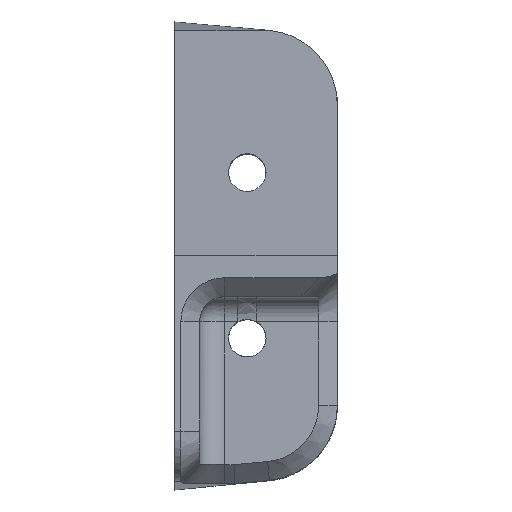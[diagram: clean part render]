
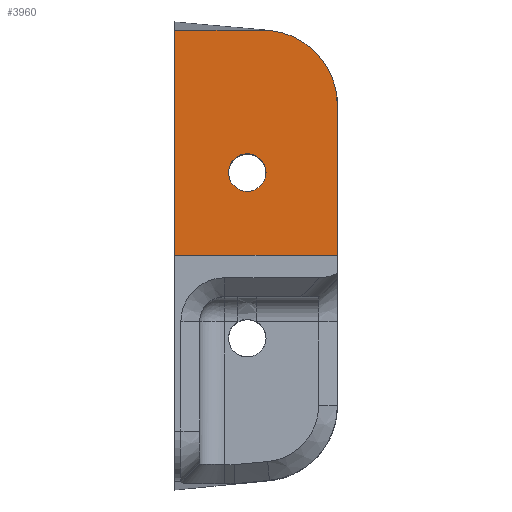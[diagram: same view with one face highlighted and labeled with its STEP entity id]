
A CAD part, top view. The second image highlights one B-rep face of the part: STEP entity #3960.
In plain terms, the highlighted planar face has unit normal (0, 0, 1).
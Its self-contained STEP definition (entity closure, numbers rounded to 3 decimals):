
#72 = PLANE('',#73);
#73 = AXIS2_PLACEMENT_3D('',#74,#75,#76);
#74 = CARTESIAN_POINT('',(13.,8.902,0.689));
#75 = DIRECTION('',(1.,0.,0.));
#76 = DIRECTION('',(0.,0.,-1.));
#1408 = VERTEX_POINT('',#1409);
#1409 = CARTESIAN_POINT('',(13.,0.,21.068));
#1430 = EDGE_CURVE('',#1408,#1431,#1433,.T.);
#1431 = VERTEX_POINT('',#1432);
#1432 = CARTESIAN_POINT('',(13.,11.984,21.068));
#1433 = SURFACE_CURVE('',#1434,(#1438,#1445),.PCURVE_S1.);
#1434 = LINE('',#1435,#1436);
#1435 = CARTESIAN_POINT('',(13.,0.,21.068));
#1436 = VECTOR('',#1437,1.);
#1437 = DIRECTION('',(0.,1.,0.));
#1438 = PCURVE('',#72,#1439);
#1439 = DEFINITIONAL_REPRESENTATION('',(#1440),#1444);
#1440 = LINE('',#1441,#1442);
#1441 = CARTESIAN_POINT('',(-20.379,-8.902));
#1442 = VECTOR('',#1443,1.);
#1443 = DIRECTION('',(0.,1.));
#1444 = ( GEOMETRIC_REPRESENTATION_CONTEXT(2) 
PARAMETRIC_REPRESENTATION_CONTEXT() REPRESENTATION_CONTEXT('2D SPACE',''
  ) );
#1445 = PCURVE('',#1446,#1451);
#1446 = PLANE('',#1447);
#1447 = AXIS2_PLACEMENT_3D('',#1448,#1449,#1450);
#1448 = CARTESIAN_POINT('',(0.,0.,
    21.068));
#1449 = DIRECTION('',(0.,0.,-1.));
#1450 = DIRECTION('',(0.,-1.,0.));
#1451 = DEFINITIONAL_REPRESENTATION('',(#1452),#1456);
#1452 = LINE('',#1453,#1454);
#1453 = CARTESIAN_POINT('',(0.,-13.));
#1454 = VECTOR('',#1455,1.);
#1455 = DIRECTION('',(-1.,0.));
#1456 = ( GEOMETRIC_REPRESENTATION_CONTEXT(2) 
PARAMETRIC_REPRESENTATION_CONTEXT() REPRESENTATION_CONTEXT('2D SPACE',''
  ) );
#1474 = CYLINDRICAL_SURFACE('',#1475,6.);
#1475 = AXIS2_PLACEMENT_3D('',#1476,#1477,#1478);
#1476 = CARTESIAN_POINT('',(7.,11.984,21.068));
#1477 = DIRECTION('',(0.,0.,1.));
#1478 = DIRECTION('',(0.,1.,0.));
#2124 = PLANE('',#2125);
#2125 = AXIS2_PLACEMENT_3D('',#2126,#2127,#2128);
#2126 = CARTESIAN_POINT('',(0.,0.,
    21.068));
#2127 = DIRECTION('',(0.,0.,-1.));
#2128 = DIRECTION('',(0.,-1.,0.));
#3960 = ADVANCED_FACE('',(#3961,#4065),#1446,.F.);
#3961 = FACE_BOUND('',#3962,.T.);
#3962 = EDGE_LOOP('',(#3963,#3993,#4014,#4015,#4039));
#3963 = ORIENTED_EDGE('',*,*,#3964,.F.);
#3964 = EDGE_CURVE('',#3965,#3967,#3969,.T.);
#3965 = VERTEX_POINT('',#3966);
#3966 = CARTESIAN_POINT('',(0.,0.,21.068));
#3967 = VERTEX_POINT('',#3968);
#3968 = CARTESIAN_POINT('',(0.,17.956,21.068));
#3969 = SURFACE_CURVE('',#3970,(#3974,#3981),.PCURVE_S1.);
#3970 = LINE('',#3971,#3972);
#3971 = CARTESIAN_POINT('',(0.,0.,
    21.068));
#3972 = VECTOR('',#3973,1.);
#3973 = DIRECTION('',(0.,1.,0.));
#3974 = PCURVE('',#1446,#3975);
#3975 = DEFINITIONAL_REPRESENTATION('',(#3976),#3980);
#3976 = LINE('',#3977,#3978);
#3977 = CARTESIAN_POINT('',(0.,0.));
#3978 = VECTOR('',#3979,1.);
#3979 = DIRECTION('',(-1.,0.));
#3980 = ( GEOMETRIC_REPRESENTATION_CONTEXT(2) 
PARAMETRIC_REPRESENTATION_CONTEXT() REPRESENTATION_CONTEXT('2D SPACE',''
  ) );
#3981 = PCURVE('',#3982,#3987);
#3982 = PLANE('',#3983);
#3983 = AXIS2_PLACEMENT_3D('',#3984,#3985,#3986);
#3984 = CARTESIAN_POINT('',(0.,8.902,
    0.689));
#3985 = DIRECTION('',(1.,0.,0.));
#3986 = DIRECTION('',(0.,0.,-1.));
#3987 = DEFINITIONAL_REPRESENTATION('',(#3988),#3992);
#3988 = LINE('',#3989,#3990);
#3989 = CARTESIAN_POINT('',(-20.379,-8.902));
#3990 = VECTOR('',#3991,1.);
#3991 = DIRECTION('',(0.,1.));
#3992 = ( GEOMETRIC_REPRESENTATION_CONTEXT(2) 
PARAMETRIC_REPRESENTATION_CONTEXT() REPRESENTATION_CONTEXT('2D SPACE',''
  ) );
#3993 = ORIENTED_EDGE('',*,*,#3994,.T.);
#3994 = EDGE_CURVE('',#3965,#1408,#3995,.T.);
#3995 = SURFACE_CURVE('',#3996,(#4000,#4007),.PCURVE_S1.);
#3996 = LINE('',#3997,#3998);
#3997 = CARTESIAN_POINT('',(0.,0.,
    21.068));
#3998 = VECTOR('',#3999,1.);
#3999 = DIRECTION('',(1.,0.,0.));
#4000 = PCURVE('',#1446,#4001);
#4001 = DEFINITIONAL_REPRESENTATION('',(#4002),#4006);
#4002 = LINE('',#4003,#4004);
#4003 = CARTESIAN_POINT('',(0.,0.));
#4004 = VECTOR('',#4005,1.);
#4005 = DIRECTION('',(0.,-1.));
#4006 = ( GEOMETRIC_REPRESENTATION_CONTEXT(2) 
PARAMETRIC_REPRESENTATION_CONTEXT() REPRESENTATION_CONTEXT('2D SPACE',''
  ) );
#4007 = PCURVE('',#2124,#4008);
#4008 = DEFINITIONAL_REPRESENTATION('',(#4009),#4013);
#4009 = LINE('',#4010,#4011);
#4010 = CARTESIAN_POINT('',(0.,-0.));
#4011 = VECTOR('',#4012,1.);
#4012 = DIRECTION('',(0.,-1.));
#4013 = ( GEOMETRIC_REPRESENTATION_CONTEXT(2) 
PARAMETRIC_REPRESENTATION_CONTEXT() REPRESENTATION_CONTEXT('2D SPACE',''
  ) );
#4014 = ORIENTED_EDGE('',*,*,#1430,.T.);
#4015 = ORIENTED_EDGE('',*,*,#4016,.F.);
#4016 = EDGE_CURVE('',#4017,#1431,#4019,.T.);
#4017 = VERTEX_POINT('',#4018);
#4018 = CARTESIAN_POINT('',(7.577,17.956,21.068));
#4019 = SURFACE_CURVE('',#4020,(#4025,#4032),.PCURVE_S1.);
#4020 = CIRCLE('',#4021,6.);
#4021 = AXIS2_PLACEMENT_3D('',#4022,#4023,#4024);
#4022 = CARTESIAN_POINT('',(7.,11.984,21.068));
#4023 = DIRECTION('',(0.,0.,-1.));
#4024 = DIRECTION('',(0.,1.,0.));
#4025 = PCURVE('',#1446,#4026);
#4026 = DEFINITIONAL_REPRESENTATION('',(#4027),#4031);
#4027 = CIRCLE('',#4028,6.);
#4028 = AXIS2_PLACEMENT_2D('',#4029,#4030);
#4029 = CARTESIAN_POINT('',(-11.984,-7.));
#4030 = DIRECTION('',(-1.,0.));
#4031 = ( GEOMETRIC_REPRESENTATION_CONTEXT(2) 
PARAMETRIC_REPRESENTATION_CONTEXT() REPRESENTATION_CONTEXT('2D SPACE',''
  ) );
#4032 = PCURVE('',#1474,#4033);
#4033 = DEFINITIONAL_REPRESENTATION('',(#4034),#4038);
#4034 = LINE('',#4035,#4036);
#4035 = CARTESIAN_POINT('',(-0.,0.));
#4036 = VECTOR('',#4037,1.);
#4037 = DIRECTION('',(-1.,0.));
#4038 = ( GEOMETRIC_REPRESENTATION_CONTEXT(2) 
PARAMETRIC_REPRESENTATION_CONTEXT() REPRESENTATION_CONTEXT('2D SPACE',''
  ) );
#4039 = ORIENTED_EDGE('',*,*,#4040,.F.);
#4040 = EDGE_CURVE('',#3967,#4017,#4041,.T.);
#4041 = SURFACE_CURVE('',#4042,(#4046,#4053),.PCURVE_S1.);
#4042 = LINE('',#4043,#4044);
#4043 = CARTESIAN_POINT('',(0.,17.956,21.068));
#4044 = VECTOR('',#4045,1.);
#4045 = DIRECTION('',(1.,0.,0.));
#4046 = PCURVE('',#1446,#4047);
#4047 = DEFINITIONAL_REPRESENTATION('',(#4048),#4052);
#4048 = LINE('',#4049,#4050);
#4049 = CARTESIAN_POINT('',(-17.956,0.));
#4050 = VECTOR('',#4051,1.);
#4051 = DIRECTION('',(0.,-1.));
#4052 = ( GEOMETRIC_REPRESENTATION_CONTEXT(2) 
PARAMETRIC_REPRESENTATION_CONTEXT() REPRESENTATION_CONTEXT('2D SPACE',''
  ) );
#4053 = PCURVE('',#4054,#4059);
#4054 = PLANE('',#4055);
#4055 = AXIS2_PLACEMENT_3D('',#4056,#4057,#4058);
#4056 = CARTESIAN_POINT('',(0.,17.956,21.068));
#4057 = DIRECTION('',(0.,-1.,
    -0.021));
#4058 = DIRECTION('',(0.,-0.021,
    1.));
#4059 = DEFINITIONAL_REPRESENTATION('',(#4060),#4064);
#4060 = LINE('',#4061,#4062);
#4061 = CARTESIAN_POINT('',(-0.,0.));
#4062 = VECTOR('',#4063,1.);
#4063 = DIRECTION('',(0.,-1.));
#4064 = ( GEOMETRIC_REPRESENTATION_CONTEXT(2) 
PARAMETRIC_REPRESENTATION_CONTEXT() REPRESENTATION_CONTEXT('2D SPACE',''
  ) );
#4065 = FACE_BOUND('',#4066,.T.);
#4066 = EDGE_LOOP('',(#4067));
#4067 = ORIENTED_EDGE('',*,*,#4068,.T.);
#4068 = EDGE_CURVE('',#4069,#4069,#4071,.T.);
#4069 = VERTEX_POINT('',#4070);
#4070 = CARTESIAN_POINT('',(7.3,6.6,21.068));
#4071 = SURFACE_CURVE('',#4072,(#4077,#4084),.PCURVE_S1.);
#4072 = CIRCLE('',#4073,1.5);
#4073 = AXIS2_PLACEMENT_3D('',#4074,#4075,#4076);
#4074 = CARTESIAN_POINT('',(5.8,6.6,21.068));
#4075 = DIRECTION('',(0.,0.,-1.));
#4076 = DIRECTION('',(1.,0.,0.));
#4077 = PCURVE('',#1446,#4078);
#4078 = DEFINITIONAL_REPRESENTATION('',(#4079),#4083);
#4079 = CIRCLE('',#4080,1.5);
#4080 = AXIS2_PLACEMENT_2D('',#4081,#4082);
#4081 = CARTESIAN_POINT('',(-6.6,-5.8));
#4082 = DIRECTION('',(0.,-1.));
#4083 = ( GEOMETRIC_REPRESENTATION_CONTEXT(2) 
PARAMETRIC_REPRESENTATION_CONTEXT() REPRESENTATION_CONTEXT('2D SPACE',''
  ) );
#4084 = PCURVE('',#4085,#4090);
#4085 = CYLINDRICAL_SURFACE('',#4086,1.5);
#4086 = AXIS2_PLACEMENT_3D('',#4087,#4088,#4089);
#4087 = CARTESIAN_POINT('',(5.8,6.6,-23.));
#4088 = DIRECTION('',(0.,0.,-1.));
#4089 = DIRECTION('',(1.,0.,0.));
#4090 = DEFINITIONAL_REPRESENTATION('',(#4091),#4095);
#4091 = LINE('',#4092,#4093);
#4092 = CARTESIAN_POINT('',(-6.283,-44.068));
#4093 = VECTOR('',#4094,1.);
#4094 = DIRECTION('',(1.,-0.));
#4095 = ( GEOMETRIC_REPRESENTATION_CONTEXT(2) 
PARAMETRIC_REPRESENTATION_CONTEXT() REPRESENTATION_CONTEXT('2D SPACE',''
  ) );
